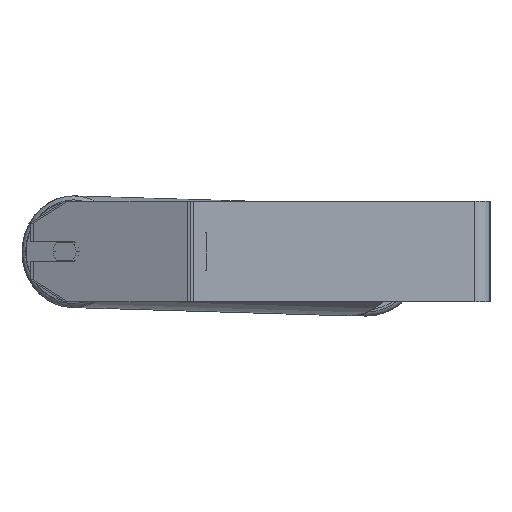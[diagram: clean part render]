
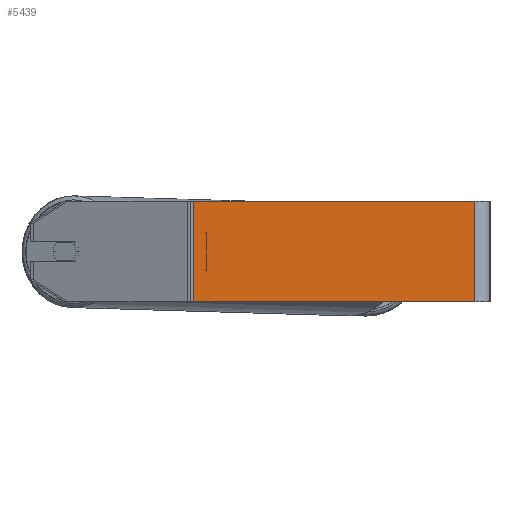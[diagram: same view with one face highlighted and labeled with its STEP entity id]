
A CAD part, left-side view. The second image highlights one B-rep face of the part: STEP entity #5439.
In plain terms, the highlighted planar face has unit normal (-1, 0, 0).
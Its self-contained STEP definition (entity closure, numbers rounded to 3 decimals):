
#6 = CARTESIAN_POINT ( 'NONE',  ( -840., 238.706, 40. ) ) ;
#66 = DIRECTION ( 'NONE',  ( 1., 0., 0. ) ) ;
#70 = EDGE_CURVE ( 'NONE', #1976, #3138, #4821, .T. ) ;
#244 = CARTESIAN_POINT ( 'NONE',  ( -840., 236.045, -40. ) ) ;
#366 = LINE ( 'NONE', #7014, #3328 ) ;
#389 = CARTESIAN_POINT ( 'NONE',  ( -840., 12., -40. ) ) ;
#1222 = PLANE ( 'NONE',  #2265 ) ;
#1976 = VERTEX_POINT ( 'NONE', #4985 ) ;
#2265 = AXIS2_PLACEMENT_3D ( 'NONE', #7371, #66, #6625 ) ;
#2627 = EDGE_CURVE ( 'NONE', #8306, #3808, #366, .T. ) ;
#2791 = CARTESIAN_POINT ( 'NONE',  ( -840., 238.706, -40. ) ) ;
#3138 = VERTEX_POINT ( 'NONE', #244 ) ;
#3328 = VECTOR ( 'NONE', #4414, 1000. ) ;
#3397 = DIRECTION ( 'NONE',  ( 0., 0., -1. ) ) ;
#3439 = VECTOR ( 'NONE', #3397, 1000. ) ;
#3808 = VERTEX_POINT ( 'NONE', #389 ) ;
#4036 = DIRECTION ( 'NONE',  ( 0., -1., 0. ) ) ;
#4134 = EDGE_LOOP ( 'NONE', ( #8740, #6731, #5927, #4547 ) ) ;
#4414 = DIRECTION ( 'NONE',  ( 0., 0., -1. ) ) ;
#4547 = ORIENTED_EDGE ( 'NONE', *, *, #70, .T. ) ;
#4821 = LINE ( 'NONE', #7599, #3439 ) ;
#4985 = CARTESIAN_POINT ( 'NONE',  ( -840., 236.045, 40. ) ) ;
#5044 = CARTESIAN_POINT ( 'NONE',  ( -840., 12., 40. ) ) ;
#5439 = ADVANCED_FACE ( 'NONE', ( #7420 ), #1222, .F. ) ;
#5927 = ORIENTED_EDGE ( 'NONE', *, *, #6307, .F. ) ;
#5987 = VECTOR ( 'NONE', #4036, 1000. ) ;
#6307 = EDGE_CURVE ( 'NONE', #1976, #8306, #6751, .T. ) ;
#6568 = VECTOR ( 'NONE', #8757, 1000. ) ;
#6625 = DIRECTION ( 'NONE',  ( 0., 0., -1. ) ) ;
#6731 = ORIENTED_EDGE ( 'NONE', *, *, #2627, .F. ) ;
#6751 = LINE ( 'NONE', #6, #5987 ) ;
#7014 = CARTESIAN_POINT ( 'NONE',  ( -840., 12., 40. ) ) ;
#7352 = EDGE_CURVE ( 'NONE', #3138, #3808, #8142, .T. ) ;
#7371 = CARTESIAN_POINT ( 'NONE',  ( -840., 238.706, 40. ) ) ;
#7420 = FACE_OUTER_BOUND ( 'NONE', #4134, .T. ) ;
#7599 = CARTESIAN_POINT ( 'NONE',  ( -840., 236.045, 40. ) ) ;
#8142 = LINE ( 'NONE', #2791, #6568 ) ;
#8306 = VERTEX_POINT ( 'NONE', #5044 ) ;
#8740 = ORIENTED_EDGE ( 'NONE', *, *, #7352, .T. ) ;
#8757 = DIRECTION ( 'NONE',  ( 0., -1., 0. ) ) ;
